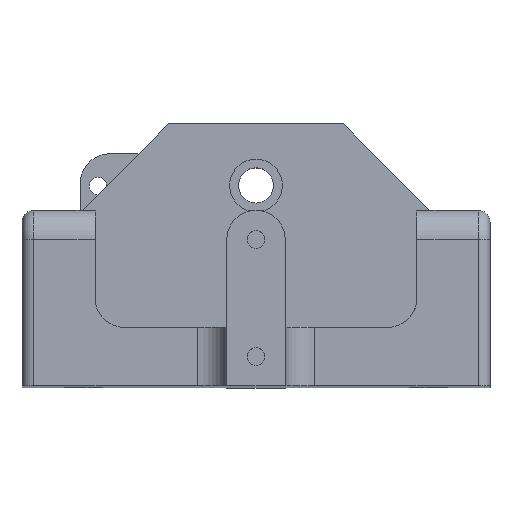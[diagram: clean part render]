
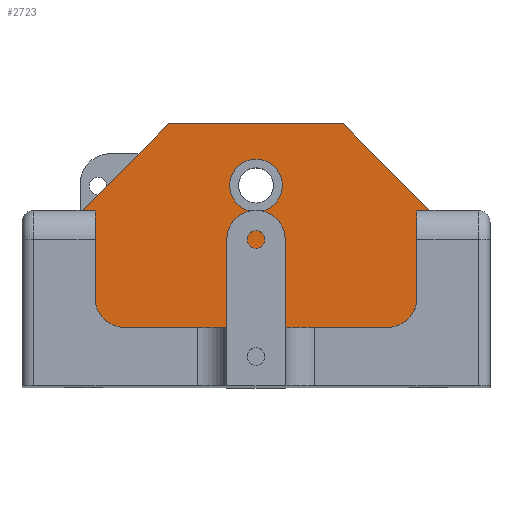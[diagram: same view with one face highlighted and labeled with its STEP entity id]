
A CAD part, top view. The second image highlights one B-rep face of the part: STEP entity #2723.
In plain terms, the highlighted planar face has unit normal (0, 0, 1).
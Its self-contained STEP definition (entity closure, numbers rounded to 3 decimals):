
#65=FACE_BOUND('',#452,.T.);
#120=PLANE('',#3015);
#264=FACE_OUTER_BOUND('',#451,.T.);
#451=EDGE_LOOP('',(#2364,#2365,#2366,#2367,#2368,#2369,#2370,#2371));
#452=EDGE_LOOP('',(#2372));
#589=LINE('',#4125,#849);
#606=LINE('',#4208,#866);
#647=LINE('',#4345,#907);
#697=LINE('',#4516,#957);
#703=LINE('',#4529,#963);
#705=LINE('',#4532,#965);
#849=VECTOR('',#3266,10.);
#866=VECTOR('',#3357,10.);
#907=VECTOR('',#3506,10.);
#957=VECTOR('',#3706,10.);
#963=VECTOR('',#3718,10.);
#965=VECTOR('',#3722,10.);
#1069=CIRCLE('',#2866,2.);
#1087=CIRCLE('',#2892,2.);
#1134=CIRCLE('',#3004,4.5);
#1242=VERTEX_POINT('',#4122);
#1243=VERTEX_POINT('',#4124);
#1258=VERTEX_POINT('',#4166);
#1271=VERTEX_POINT('',#4205);
#1272=VERTEX_POINT('',#4207);
#1284=VERTEX_POINT('',#4235);
#1353=VERTEX_POINT('',#4492);
#1360=VERTEX_POINT('',#4515);
#1364=VERTEX_POINT('',#4528);
#1514=EDGE_CURVE('',#1243,#1242,#589,.T.);
#1535=EDGE_CURVE('',#1243,#1258,#1069,.F.);
#1556=EDGE_CURVE('',#1271,#1272,#606,.T.);
#1571=EDGE_CURVE('',#1284,#1271,#1087,.F.);
#1626=EDGE_CURVE('',#1258,#1284,#647,.T.);
#1696=EDGE_CURVE('',#1353,#1353,#1134,.T.);
#1707=EDGE_CURVE('',#1272,#1360,#697,.T.);
#1714=EDGE_CURVE('',#1364,#1242,#703,.T.);
#1716=EDGE_CURVE('',#1360,#1364,#705,.T.);
#2364=ORIENTED_EDGE('',*,*,#1707,.F.);
#2365=ORIENTED_EDGE('',*,*,#1556,.F.);
#2366=ORIENTED_EDGE('',*,*,#1571,.F.);
#2367=ORIENTED_EDGE('',*,*,#1626,.F.);
#2368=ORIENTED_EDGE('',*,*,#1535,.F.);
#2369=ORIENTED_EDGE('',*,*,#1514,.T.);
#2370=ORIENTED_EDGE('',*,*,#1714,.F.);
#2371=ORIENTED_EDGE('',*,*,#1716,.F.);
#2372=ORIENTED_EDGE('',*,*,#1696,.T.);
#2723=ADVANCED_FACE('',(#264,#65),#120,.T.);
#2866=AXIS2_PLACEMENT_3D('',#4167,#3313,#3314);
#2892=AXIS2_PLACEMENT_3D('',#4237,#3383,#3384);
#3004=AXIS2_PLACEMENT_3D('',#4493,#3682,#3683);
#3015=AXIS2_PLACEMENT_3D('',#4531,#3720,#3721);
#3266=DIRECTION('',(0.,1.,0.));
#3313=DIRECTION('center_axis',(0.,0.,-1.));
#3314=DIRECTION('ref_axis',(0.707,0.707,0.));
#3357=DIRECTION('',(0.,1.,0.));
#3383=DIRECTION('center_axis',(0.,0.,-1.));
#3384=DIRECTION('ref_axis',(-0.707,0.707,0.));
#3506=DIRECTION('',(-1.,0.,0.));
#3682=DIRECTION('center_axis',(0.,0.,-1.));
#3683=DIRECTION('ref_axis',(1.,0.,0.));
#3706=DIRECTION('',(0.707,0.707,0.));
#3718=DIRECTION('',(0.707,-0.707,0.));
#3720=DIRECTION('center_axis',(0.,0.,1.));
#3721=DIRECTION('ref_axis',(1.,0.,0.));
#3722=DIRECTION('',(1.,0.,0.));
#4122=CARTESIAN_POINT('',(40.,20.,-73.125));
#4124=CARTESIAN_POINT('',(40.,8.,-73.125));
#4125=CARTESIAN_POINT('',(40.,10.,-73.125));
#4166=CARTESIAN_POINT('',(38.,10.,-73.125));
#4167=CARTESIAN_POINT('Origin',(38.,8.,-73.125));
#4205=CARTESIAN_POINT('',(-40.,8.,-73.125));
#4207=CARTESIAN_POINT('',(-40.,20.,-73.125));
#4208=CARTESIAN_POINT('',(-40.,10.,-73.125));
#4235=CARTESIAN_POINT('',(-38.,10.,-73.125));
#4237=CARTESIAN_POINT('Origin',(-38.,8.,-73.125));
#4345=CARTESIAN_POINT('',(-20.,10.,-73.125));
#4492=CARTESIAN_POINT('',(-4.5,34.5,-73.125));
#4493=CARTESIAN_POINT('Origin',(0.,34.5,-73.125));
#4515=CARTESIAN_POINT('',(-15.,45.,-73.125));
#4516=CARTESIAN_POINT('',(-36.25,23.75,-73.125));
#4528=CARTESIAN_POINT('',(15.,45.,-73.125));
#4529=CARTESIAN_POINT('',(16.25,43.75,-73.125));
#4531=CARTESIAN_POINT('Origin',(-40.,10.,-73.125));
#4532=CARTESIAN_POINT('',(-40.,45.,-73.125));
